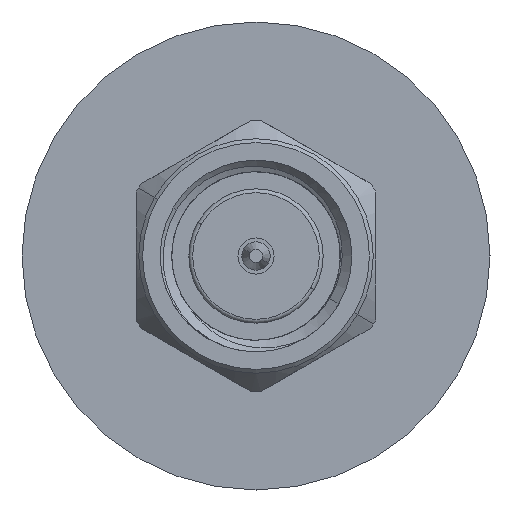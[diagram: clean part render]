
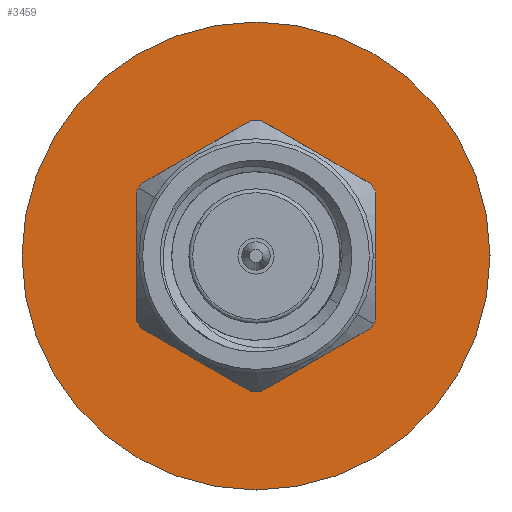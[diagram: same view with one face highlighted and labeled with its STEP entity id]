
A CAD part, left-side view. The second image highlights one B-rep face of the part: STEP entity #3459.
In plain terms, the highlighted planar face has unit normal (-1, 0, 0).
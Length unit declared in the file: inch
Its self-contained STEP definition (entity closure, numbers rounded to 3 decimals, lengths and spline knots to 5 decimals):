
#27 = DIRECTION ( 'NONE',  ( 0., 1., 0. ) ) ;
#147 = EDGE_LOOP ( 'NONE', ( #2391, #3153 ) ) ;
#175 = CARTESIAN_POINT ( 'NONE',  ( 0.423, 0.09093, 0.0525 ) ) ;
#221 = AXIS2_PLACEMENT_3D ( 'NONE', #425, #656, #1274 ) ;
#242 = AXIS2_PLACEMENT_3D ( 'NONE', #3435, #3714, #2829 ) ;
#345 = CARTESIAN_POINT ( 'NONE',  ( 0.423, 0., 0. ) ) ;
#425 = CARTESIAN_POINT ( 'NONE',  ( 0.423, 0., 0. ) ) ;
#656 = DIRECTION ( 'NONE',  ( 1., 0., 0. ) ) ;
#682 = EDGE_CURVE ( 'NONE', #2593, #3832, #2427, .T. ) ;
#739 = FACE_OUTER_BOUND ( 'NONE', #147, .T. ) ;
#745 = DIRECTION ( 'NONE',  ( -1., 0., 0. ) ) ;
#855 = DIRECTION ( 'NONE',  ( 1., 0., 0. ) ) ;
#894 = CIRCLE ( 'NONE', #2211, 0.105 ) ;
#965 = CARTESIAN_POINT ( 'NONE',  ( 0.423, -0.305, 0. ) ) ;
#1031 = EDGE_CURVE ( 'NONE', #2305, #3203, #894, .T. ) ;
#1274 = DIRECTION ( 'NONE',  ( 0., -1., 0. ) ) ;
#1324 = CARTESIAN_POINT ( 'NONE',  ( 0.423, 0., 0. ) ) ;
#1330 = CARTESIAN_POINT ( 'NONE',  ( 0.423, -0.09093, -0.0525 ) ) ;
#1332 = EDGE_CURVE ( 'NONE', #3203, #2305, #1584, .T. ) ;
#1449 = ORIENTED_EDGE ( 'NONE', *, *, #1031, .T. ) ;
#1584 = CIRCLE ( 'NONE', #221, 0.105 ) ;
#1666 = AXIS2_PLACEMENT_3D ( 'NONE', #1324, #745, #3421 ) ;
#1728 = AXIS2_PLACEMENT_3D ( 'NONE', #2327, #855, #27 ) ;
#1873 = PLANE ( 'NONE',  #1666 ) ;
#1894 = EDGE_CURVE ( 'NONE', #3832, #2593, #2189, .T. ) ;
#2099 = DIRECTION ( 'NONE',  ( 1., 0., 0. ) ) ;
#2189 = CIRCLE ( 'NONE', #1728, 0.305 ) ;
#2211 = AXIS2_PLACEMENT_3D ( 'NONE', #345, #2099, #2431 ) ;
#2305 = VERTEX_POINT ( 'NONE', #1330 ) ;
#2321 = FACE_BOUND ( 'NONE', #2350, .T. ) ;
#2327 = CARTESIAN_POINT ( 'NONE',  ( 0.423, 0., 0. ) ) ;
#2339 = CARTESIAN_POINT ( 'NONE',  ( 0.423, 0.305, 0. ) ) ;
#2350 = EDGE_LOOP ( 'NONE', ( #1449, #3444 ) ) ;
#2391 = ORIENTED_EDGE ( 'NONE', *, *, #682, .F. ) ;
#2427 = CIRCLE ( 'NONE', #242, 0.305 ) ;
#2431 = DIRECTION ( 'NONE',  ( 0., -1., 0. ) ) ;
#2593 = VERTEX_POINT ( 'NONE', #2339 ) ;
#2829 = DIRECTION ( 'NONE',  ( 0., 1., 0. ) ) ;
#3153 = ORIENTED_EDGE ( 'NONE', *, *, #1894, .F. ) ;
#3203 = VERTEX_POINT ( 'NONE', #175 ) ;
#3421 = DIRECTION ( 'NONE',  ( 0., -1., 0. ) ) ;
#3435 = CARTESIAN_POINT ( 'NONE',  ( 0.423, 0., 0. ) ) ;
#3444 = ORIENTED_EDGE ( 'NONE', *, *, #1332, .T. ) ;
#3459 = ADVANCED_FACE ( 'NONE', ( #2321, #739 ), #1873, .T. ) ;
#3714 = DIRECTION ( 'NONE',  ( 1., 0., 0. ) ) ;
#3832 = VERTEX_POINT ( 'NONE', #965 ) ;
